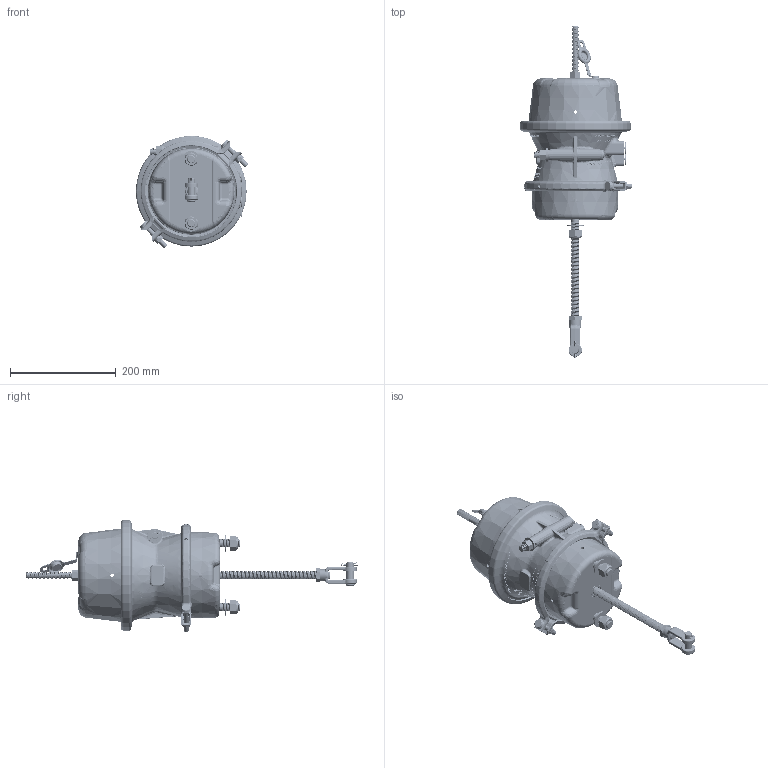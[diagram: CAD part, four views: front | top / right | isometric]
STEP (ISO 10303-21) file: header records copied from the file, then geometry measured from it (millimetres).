
FILE_DESCRIPTION((''),'2;1');
FILE_NAME('1362030001_SW0001','2018-10-17T',('jriebel'),('Haldex Brake Products'),'CREO PARAMETRIC BY PTC INC, 2015290','CREO PARAMETRIC BY PTC INC, 2015290','');
FILE_SCHEMA(('AUTOMOTIVE_DESIGN { 1 0 10303 214 1 1 1 1 }'));
Length unit declared in the file: inch
Products named in the file (1): 1362030001_SW0001
Bounding box: 212.12 x 627.04 x 212.12 mm (x, y, z)
Volume: 1246497.7 mm3; surface area: 642673.7 mm2
Topology: 6 solids, 6 shells, 13289 faces, 36382 edges, 23591 vertices
Faces by surface type: plane 9486, cylinder 1285, bspline 957, cone 676, torus 443, extrusion 410, sphere 32
Entity records: 826919 total; most frequent: CARTESIAN_POINT 402241, ORIENTED_EDGE 72760, DIRECTION 54160, EDGE_CURVE 36380, VERTEX_POINT 23591, VECTOR 19822, LINE 19412, AXIS2_PLACEMENT_3D 17169
